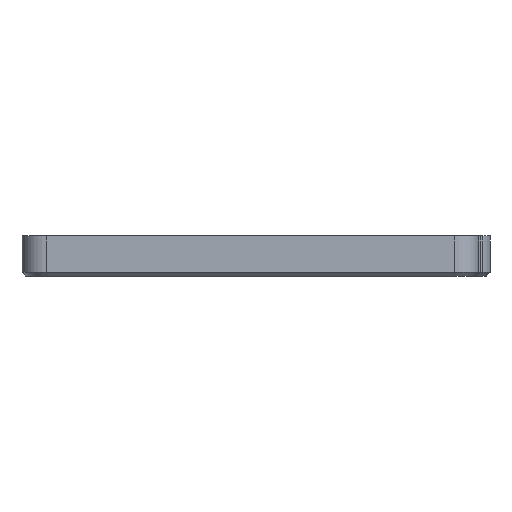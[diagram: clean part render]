
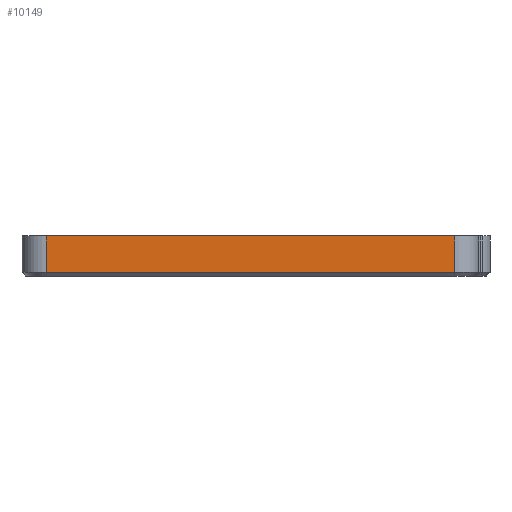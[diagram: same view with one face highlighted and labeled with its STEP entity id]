
A CAD part, left-side view. The second image highlights one B-rep face of the part: STEP entity #10149.
In plain terms, the highlighted planar face has unit normal (-1, 0, 0).
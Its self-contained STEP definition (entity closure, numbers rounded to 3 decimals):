
#328 = PLANE('',#329);
#329 = AXIS2_PLACEMENT_3D('',#330,#331,#332);
#330 = CARTESIAN_POINT('',(0.,0.907,0.));
#331 = DIRECTION('',(0.,0.,1.));
#332 = DIRECTION('',(1.,0.,0.));
#1218 = VERTEX_POINT('',#1219);
#1219 = CARTESIAN_POINT('',(-121.3,43.672,0.));
#1234 = CYLINDRICAL_SURFACE('',#1235,5.);
#1235 = AXIS2_PLACEMENT_3D('',#1236,#1237,#1238);
#1236 = CARTESIAN_POINT('',(-116.3,43.672,0.));
#1237 = DIRECTION('',(0.,0.,-1.));
#1238 = DIRECTION('',(0.,1.,0.));
#1246 = EDGE_CURVE('',#1247,#1218,#1249,.T.);
#1247 = VERTEX_POINT('',#1248);
#1248 = CARTESIAN_POINT('',(-121.3,-41.291,0.));
#1249 = SURFACE_CURVE('',#1250,(#1254,#1261),.PCURVE_S1.);
#1250 = LINE('',#1251,#1252);
#1251 = CARTESIAN_POINT('',(-121.3,-48.672,0.));
#1252 = VECTOR('',#1253,1.);
#1253 = DIRECTION('',(0.,1.,0.));
#1254 = PCURVE('',#328,#1255);
#1255 = DEFINITIONAL_REPRESENTATION('',(#1256),#1260);
#1256 = LINE('',#1257,#1258);
#1257 = CARTESIAN_POINT('',(-121.3,-49.579));
#1258 = VECTOR('',#1259,1.);
#1259 = DIRECTION('',(0.,1.));
#1260 = ( GEOMETRIC_REPRESENTATION_CONTEXT(2) 
PARAMETRIC_REPRESENTATION_CONTEXT() REPRESENTATION_CONTEXT('2D SPACE',''
  ) );
#1261 = PCURVE('',#1262,#1267);
#1262 = PLANE('',#1263);
#1263 = AXIS2_PLACEMENT_3D('',#1264,#1265,#1266);
#1264 = CARTESIAN_POINT('',(-121.3,1.191,-4.175));
#1265 = DIRECTION('',(-1.,-0.,-0.));
#1266 = DIRECTION('',(0.,0.,-1.));
#1267 = DEFINITIONAL_REPRESENTATION('',(#1268),#1272);
#1268 = LINE('',#1269,#1270);
#1269 = CARTESIAN_POINT('',(-4.175,49.863));
#1270 = VECTOR('',#1271,1.);
#1271 = DIRECTION('',(0.,-1.));
#1272 = ( GEOMETRIC_REPRESENTATION_CONTEXT(2) 
PARAMETRIC_REPRESENTATION_CONTEXT() REPRESENTATION_CONTEXT('2D SPACE',''
  ) );
#1291 = CYLINDRICAL_SURFACE('',#1292,5.);
#1292 = AXIS2_PLACEMENT_3D('',#1293,#1294,#1295);
#1293 = CARTESIAN_POINT('',(-116.3,-41.291,0.));
#1294 = DIRECTION('',(0.,0.,-1.));
#1295 = DIRECTION('',(-1.,-0.,-0.));
#8951 = PLANE('',#8952);
#8952 = AXIS2_PLACEMENT_3D('',#8953,#8954,#8955);
#8953 = CARTESIAN_POINT('',(-120.925,43.672,-7.975));
#8954 = DIRECTION('',(0.707,0.,0.707));
#8955 = DIRECTION('',(0.,1.,0.));
#10105 = EDGE_CURVE('',#1218,#10106,#10108,.T.);
#10106 = VERTEX_POINT('',#10107);
#10107 = CARTESIAN_POINT('',(-121.3,43.672,-7.6));
#10108 = SURFACE_CURVE('',#10109,(#10113,#10120),.PCURVE_S1.);
#10109 = LINE('',#10110,#10111);
#10110 = CARTESIAN_POINT('',(-121.3,43.672,0.));
#10111 = VECTOR('',#10112,1.);
#10112 = DIRECTION('',(0.,0.,-1.));
#10113 = PCURVE('',#1234,#10114);
#10114 = DEFINITIONAL_REPRESENTATION('',(#10115),#10119);
#10115 = LINE('',#10116,#10117);
#10116 = CARTESIAN_POINT('',(-1.571,0.));
#10117 = VECTOR('',#10118,1.);
#10118 = DIRECTION('',(-0.,1.));
#10119 = ( GEOMETRIC_REPRESENTATION_CONTEXT(2) 
PARAMETRIC_REPRESENTATION_CONTEXT() REPRESENTATION_CONTEXT('2D SPACE',''
  ) );
#10120 = PCURVE('',#1262,#10121);
#10121 = DEFINITIONAL_REPRESENTATION('',(#10122),#10126);
#10122 = LINE('',#10123,#10124);
#10123 = CARTESIAN_POINT('',(-4.175,-42.481));
#10124 = VECTOR('',#10125,1.);
#10125 = DIRECTION('',(1.,0.));
#10126 = ( GEOMETRIC_REPRESENTATION_CONTEXT(2) 
PARAMETRIC_REPRESENTATION_CONTEXT() REPRESENTATION_CONTEXT('2D SPACE',''
  ) );
#10149 = ADVANCED_FACE('',(#10150),#1262,.T.);
#10150 = FACE_BOUND('',#10151,.T.);
#10151 = EDGE_LOOP('',(#10152,#10175,#10176,#10177));
#10152 = ORIENTED_EDGE('',*,*,#10153,.F.);
#10153 = EDGE_CURVE('',#1247,#10154,#10156,.T.);
#10154 = VERTEX_POINT('',#10155);
#10155 = CARTESIAN_POINT('',(-121.3,-41.291,-7.6));
#10156 = SURFACE_CURVE('',#10157,(#10161,#10168),.PCURVE_S1.);
#10157 = LINE('',#10158,#10159);
#10158 = CARTESIAN_POINT('',(-121.3,-41.291,0.));
#10159 = VECTOR('',#10160,1.);
#10160 = DIRECTION('',(0.,0.,-1.));
#10161 = PCURVE('',#1262,#10162);
#10162 = DEFINITIONAL_REPRESENTATION('',(#10163),#10167);
#10163 = LINE('',#10164,#10165);
#10164 = CARTESIAN_POINT('',(-4.175,42.481));
#10165 = VECTOR('',#10166,1.);
#10166 = DIRECTION('',(1.,0.));
#10167 = ( GEOMETRIC_REPRESENTATION_CONTEXT(2) 
PARAMETRIC_REPRESENTATION_CONTEXT() REPRESENTATION_CONTEXT('2D SPACE',''
  ) );
#10168 = PCURVE('',#1291,#10169);
#10169 = DEFINITIONAL_REPRESENTATION('',(#10170),#10174);
#10170 = LINE('',#10171,#10172);
#10171 = CARTESIAN_POINT('',(-0.,0.));
#10172 = VECTOR('',#10173,1.);
#10173 = DIRECTION('',(-0.,1.));
#10174 = ( GEOMETRIC_REPRESENTATION_CONTEXT(2) 
PARAMETRIC_REPRESENTATION_CONTEXT() REPRESENTATION_CONTEXT('2D SPACE',''
  ) );
#10175 = ORIENTED_EDGE('',*,*,#1246,.T.);
#10176 = ORIENTED_EDGE('',*,*,#10105,.T.);
#10177 = ORIENTED_EDGE('',*,*,#10178,.T.);
#10178 = EDGE_CURVE('',#10106,#10154,#10179,.T.);
#10179 = SURFACE_CURVE('',#10180,(#10184,#10191),.PCURVE_S1.);
#10180 = LINE('',#10181,#10182);
#10181 = CARTESIAN_POINT('',(-121.3,43.672,-7.6));
#10182 = VECTOR('',#10183,1.);
#10183 = DIRECTION('',(0.,-1.,0.));
#10184 = PCURVE('',#1262,#10185);
#10185 = DEFINITIONAL_REPRESENTATION('',(#10186),#10190);
#10186 = LINE('',#10187,#10188);
#10187 = CARTESIAN_POINT('',(3.425,-42.481));
#10188 = VECTOR('',#10189,1.);
#10189 = DIRECTION('',(0.,1.));
#10190 = ( GEOMETRIC_REPRESENTATION_CONTEXT(2) 
PARAMETRIC_REPRESENTATION_CONTEXT() REPRESENTATION_CONTEXT('2D SPACE',''
  ) );
#10191 = PCURVE('',#8951,#10192);
#10192 = DEFINITIONAL_REPRESENTATION('',(#10193),#10197);
#10193 = LINE('',#10194,#10195);
#10194 = CARTESIAN_POINT('',(-0.,0.53));
#10195 = VECTOR('',#10196,1.);
#10196 = DIRECTION('',(-1.,0.));
#10197 = ( GEOMETRIC_REPRESENTATION_CONTEXT(2) 
PARAMETRIC_REPRESENTATION_CONTEXT() REPRESENTATION_CONTEXT('2D SPACE',''
  ) );
